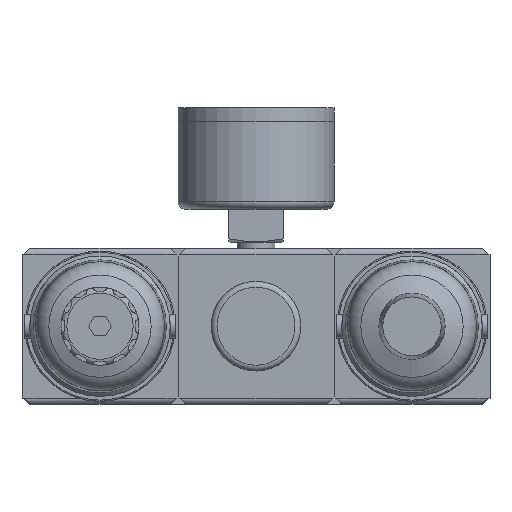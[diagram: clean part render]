
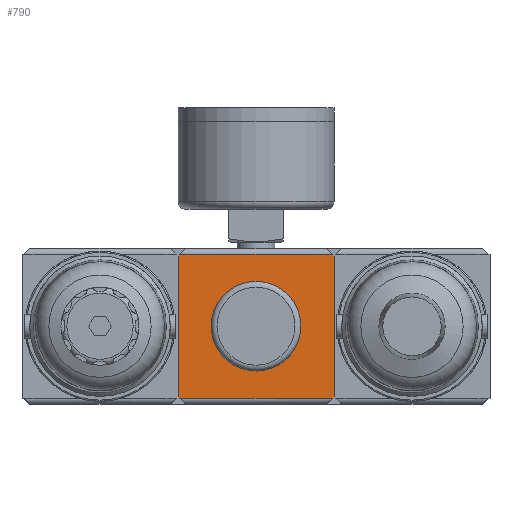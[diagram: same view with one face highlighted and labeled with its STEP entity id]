
A CAD part, front view. The second image highlights one B-rep face of the part: STEP entity #790.
In plain terms, the highlighted planar face has unit normal (0, -1, 0).
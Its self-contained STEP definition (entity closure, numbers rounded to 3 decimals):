
#790 = ADVANCED_FACE( '', ( #1941, #1942 ), #1943, .F. );
#1941 = FACE_OUTER_BOUND( '', #3752, .T. );
#1942 = FACE_BOUND( '', #3753, .T. );
#1943 = PLANE( '', #3754 );
#3752 = EDGE_LOOP( '', ( #7294, #7295, #7296, #7297, #7298, #7299, #7300, #7301 ) );
#3753 = EDGE_LOOP( '', ( #7302 ) );
#3754 = AXIS2_PLACEMENT_3D( '', #7303, #7304, #7305 );
#7294 = ORIENTED_EDGE( '', *, *, #11782, .F. );
#7295 = ORIENTED_EDGE( '', *, *, #11764, .T. );
#7296 = ORIENTED_EDGE( '', *, *, #11783, .F. );
#7297 = ORIENTED_EDGE( '', *, *, #11784, .F. );
#7298 = ORIENTED_EDGE( '', *, *, #11785, .F. );
#7299 = ORIENTED_EDGE( '', *, *, #11773, .F. );
#7300 = ORIENTED_EDGE( '', *, *, #11786, .F. );
#7301 = ORIENTED_EDGE( '', *, *, #11611, .F. );
#7302 = ORIENTED_EDGE( '', *, *, #11787, .F. );
#7303 = CARTESIAN_POINT( '', ( 0., -12., 0. ) );
#7304 = DIRECTION( '', ( 0., 1., 0. ) );
#7305 = DIRECTION( '', ( 0., 0., 1. ) );
#11611 = EDGE_CURVE( '', #13912, #13914, #13915, .T. );
#11764 = EDGE_CURVE( '', #14194, #14195, #14196, .F. );
#11773 = EDGE_CURVE( '', #14212, #14213, #14214, .F. );
#11782 = EDGE_CURVE( '', #14194, #13912, #14226, .T. );
#11783 = EDGE_CURVE( '', #14227, #14195, #14228, .T. );
#11784 = EDGE_CURVE( '', #14229, #14227, #14230, .T. );
#11785 = EDGE_CURVE( '', #14213, #14229, #14231, .T. );
#11786 = EDGE_CURVE( '', #13914, #14212, #14232, .T. );
#11787 = EDGE_CURVE( '', #14233, #14233, #14234, .F. );
#13912 = VERTEX_POINT( '', #17967 );
#13914 = VERTEX_POINT( '', #17970 );
#13915 = LINE( '', #17971, #17972 );
#14194 = VERTEX_POINT( '', #18615 );
#14195 = VERTEX_POINT( '', #18616 );
#14196 = LINE( '', #18617, #18618 );
#14212 = VERTEX_POINT( '', #18640 );
#14213 = VERTEX_POINT( '', #18641 );
#14214 = LINE( '', #18642, #18643 );
#14226 = LINE( '', #18660, #18661 );
#14227 = VERTEX_POINT( '', #18662 );
#14228 = LINE( '', #18663, #18664 );
#14229 = VERTEX_POINT( '', #18665 );
#14230 = LINE( '', #18666, #18667 );
#14231 = LINE( '', #18668, #18669 );
#14232 = LINE( '', #18670, #18671 );
#14233 = VERTEX_POINT( '', #18672 );
#14234 = CIRCLE( '', #18673, 11.5 );
#17967 = CARTESIAN_POINT( '', ( -20., -12., -18. ) );
#17970 = CARTESIAN_POINT( '', ( -20., -12., 18. ) );
#17971 = CARTESIAN_POINT( '', ( -20., -12., -18. ) );
#17972 = VECTOR( '', #22256, 1000. );
#18615 = CARTESIAN_POINT( '', ( -19.5, -12., -18.5 ) );
#18616 = CARTESIAN_POINT( '', ( 19.5, -12., -18.5 ) );
#18617 = CARTESIAN_POINT( '', ( 25., -12., -18.5 ) );
#18618 = VECTOR( '', #22492, 1000. );
#18640 = CARTESIAN_POINT( '', ( -19.5, -12., 18.5 ) );
#18641 = CARTESIAN_POINT( '', ( 19.5, -12., 18.5 ) );
#18642 = CARTESIAN_POINT( '', ( 25., -12., 18.5 ) );
#18643 = VECTOR( '', #22505, 1000. );
#18660 = CARTESIAN_POINT( '', ( -18., -12., -20. ) );
#18661 = VECTOR( '', #22520, 1000. );
#18662 = CARTESIAN_POINT( '', ( 20., -12., -18. ) );
#18663 = CARTESIAN_POINT( '', ( 20., -12., -18. ) );
#18664 = VECTOR( '', #22521, 1000. );
#18665 = CARTESIAN_POINT( '', ( 20., -12., 18. ) );
#18666 = CARTESIAN_POINT( '', ( 20., -12., 18. ) );
#18667 = VECTOR( '', #22522, 1000. );
#18668 = CARTESIAN_POINT( '', ( 18., -12., 20. ) );
#18669 = VECTOR( '', #22523, 1000. );
#18670 = CARTESIAN_POINT( '', ( -20., -12., 18. ) );
#18671 = VECTOR( '', #22524, 1000. );
#18672 = CARTESIAN_POINT( '', ( 0., -12., 11.5 ) );
#18673 = AXIS2_PLACEMENT_3D( '', #22525, #22526, #22527 );
#22256 = DIRECTION( '', ( 0., 0., 1. ) );
#22492 = DIRECTION( '', ( -1., 0., 0. ) );
#22505 = DIRECTION( '', ( -1., 0., 0. ) );
#22520 = DIRECTION( '', ( -0.707, 0., 0.707 ) );
#22521 = DIRECTION( '', ( -0.707, 0., -0.707 ) );
#22522 = DIRECTION( '', ( 0., 0., -1. ) );
#22523 = DIRECTION( '', ( 0.707, 0., -0.707 ) );
#22524 = DIRECTION( '', ( 0.707, 0., 0.707 ) );
#22525 = CARTESIAN_POINT( '', ( 0., -12., 0. ) );
#22526 = DIRECTION( '', ( 0., 1., 0. ) );
#22527 = DIRECTION( '', ( 0., 0., 1. ) );
